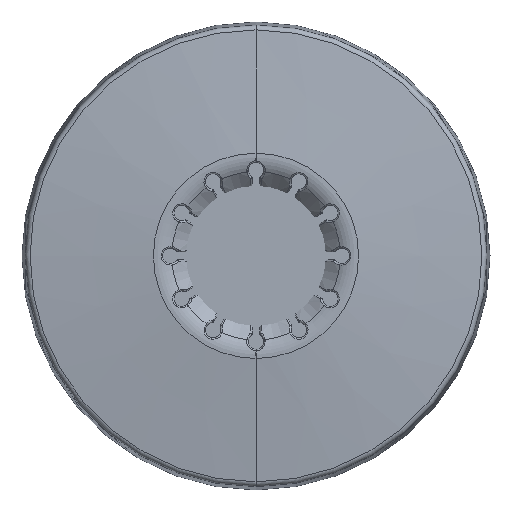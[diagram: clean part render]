
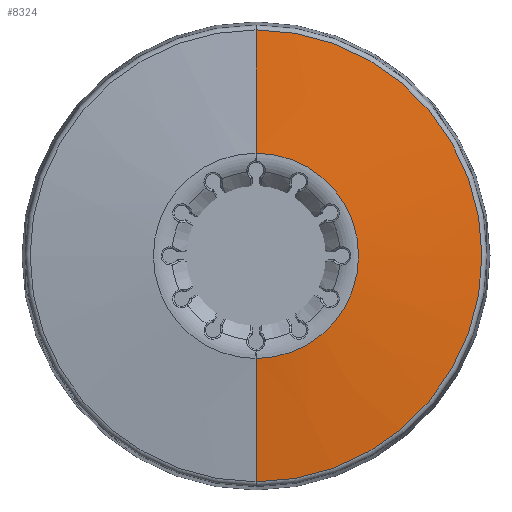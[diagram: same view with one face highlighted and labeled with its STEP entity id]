
A CAD part, top view. The second image highlights one B-rep face of the part: STEP entity #8324.
In plain terms, the highlighted conical face has half-angle 83.504 degrees and reference radius 12.841 mm.
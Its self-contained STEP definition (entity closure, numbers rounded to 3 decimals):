
#198=CARTESIAN_POINT('Vertex',(0.,28.969,13.068)) ;
#201=CARTESIAN_POINT('Line Origine',(0.,21.063,13.968)) ;
#205=CARTESIAN_POINT('Vertex',(0.,13.157,14.868)) ;
#3254=CARTESIAN_POINT('Vertex',(0.,-13.157,14.868)) ;
#3490=CARTESIAN_POINT('Axis2P3D Location',(0.,0.,14.868)) ;
#3537=CARTESIAN_POINT('Line Origine',(0.,-21.063,13.968)) ;
#3541=CARTESIAN_POINT('Vertex',(0.,-28.969,13.068)) ;
#8308=CARTESIAN_POINT('Axis2P3D Location',(0.,0.,14.904)) ;
#8313=CARTESIAN_POINT('Axis2P3D Location',(0.,0.,13.068)) ;
#202=DIRECTION('Vector Direction',(0.,0.994,-0.113)) ;
#3491=DIRECTION('Axis2P3D Direction',(0.,0.,1.)) ;
#3538=DIRECTION('Vector Direction',(0.,0.994,0.113)) ;
#8309=DIRECTION('Axis2P3D Direction',(0.,0.,-1.)) ;
#8310=DIRECTION('Axis2P3D XDirection',(-1.,0.,0.)) ;
#8314=DIRECTION('Axis2P3D Direction',(0.,0.,-1.)) ;
#3492=AXIS2_PLACEMENT_3D('Circle Axis2P3D',#3490,#3491,$) ;
#8311=AXIS2_PLACEMENT_3D('Cone Axis2P3D',#8308,#8309,#8310) ;
#8315=AXIS2_PLACEMENT_3D('Circle Axis2P3D',#8313,#8314,$) ;
#8319=ORIENTED_EDGE('',*,*,#207,.T.) ;
#8320=ORIENTED_EDGE('',*,*,#8317,.T.) ;
#8321=ORIENTED_EDGE('',*,*,#3543,.T.) ;
#8322=ORIENTED_EDGE('',*,*,#3494,.T.) ;
#203=VECTOR('Line Direction',#202,1.) ;
#3539=VECTOR('Line Direction',#3538,1.) ;
#8324=ADVANCED_FACE('Sheet.1',(#8323),#8312,.F.) ;
#3493=CIRCLE('generated circle',#3492,13.157) ;
#8316=CIRCLE('generated circle',#8315,28.969) ;
#8312=CONICAL_SURFACE('Cone',#8311,12.841,1.457) ;
#207=EDGE_CURVE('',#206,#199,#204,.T.) ;
#3494=EDGE_CURVE('',#3255,#206,#3493,.T.) ;
#3543=EDGE_CURVE('',#3542,#3255,#3540,.T.) ;
#8317=EDGE_CURVE('',#199,#3542,#8316,.T.) ;
#8318=EDGE_LOOP('',(#8319,#8320,#8321,#8322)) ;
#8323=FACE_OUTER_BOUND('',#8318,.T.) ;
#204=LINE('Line',#201,#203) ;
#3540=LINE('Line',#3537,#3539) ;
#199=VERTEX_POINT('',#198) ;
#206=VERTEX_POINT('',#205) ;
#3255=VERTEX_POINT('',#3254) ;
#3542=VERTEX_POINT('',#3541) ;
